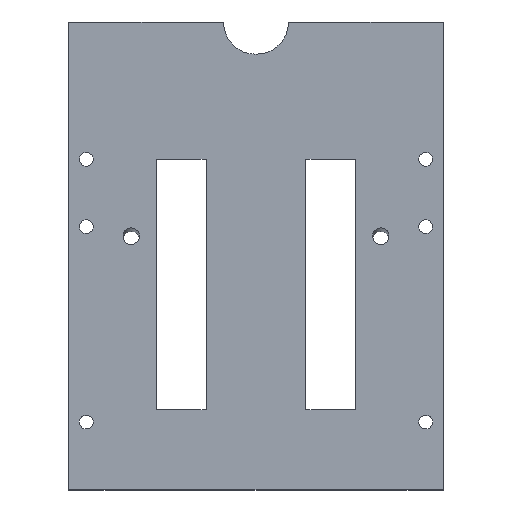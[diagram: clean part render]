
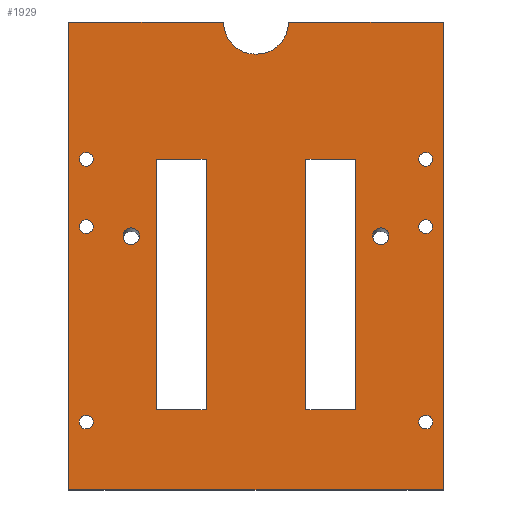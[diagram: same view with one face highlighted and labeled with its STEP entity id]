
A CAD part, top view. The second image highlights one B-rep face of the part: STEP entity #1929.
In plain terms, the highlighted planar face has unit normal (0, 0, 1).
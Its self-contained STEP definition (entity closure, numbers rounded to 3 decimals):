
#15=FACE_BOUND('',#674,.T.);
#16=FACE_BOUND('',#675,.T.);
#17=FACE_BOUND('',#676,.T.);
#18=FACE_BOUND('',#677,.T.);
#19=FACE_BOUND('',#678,.T.);
#20=FACE_BOUND('',#679,.T.);
#21=FACE_BOUND('',#680,.T.);
#22=FACE_BOUND('',#681,.T.);
#23=FACE_BOUND('',#682,.T.);
#24=FACE_BOUND('',#683,.T.);
#39=PLANE('',#2066);
#115=LINE('',#2923,#322);
#122=LINE('',#2938,#329);
#123=LINE('',#2940,#330);
#124=LINE('',#2942,#331);
#125=LINE('',#2943,#332);
#126=LINE('',#2946,#333);
#127=LINE('',#2949,#334);
#128=LINE('',#2951,#335);
#129=LINE('',#2953,#336);
#130=LINE('',#2954,#337);
#131=LINE('',#2957,#338);
#132=LINE('',#2959,#339);
#133=LINE('',#2961,#340);
#134=LINE('',#2962,#341);
#322=VECTOR('',#2292,10.);
#329=VECTOR('',#2303,10.);
#330=VECTOR('',#2304,10.);
#331=VECTOR('',#2305,10.);
#332=VECTOR('',#2306,10.);
#333=VECTOR('',#2309,10.);
#334=VECTOR('',#2310,10.);
#335=VECTOR('',#2311,10.);
#336=VECTOR('',#2312,10.);
#337=VECTOR('',#2313,10.);
#338=VECTOR('',#2314,10.);
#339=VECTOR('',#2315,10.);
#340=VECTOR('',#2316,10.);
#341=VECTOR('',#2317,10.);
#567=FACE_OUTER_BOUND('',#673,.T.);
#673=EDGE_LOOP('',(#1394,#1395,#1396,#1397,#1398,#1399,#1400,#1401,#1402,
#1403));
#674=EDGE_LOOP('',(#1404,#1405,#1406,#1407));
#675=EDGE_LOOP('',(#1408,#1409,#1410,#1411));
#676=EDGE_LOOP('',(#1412));
#677=EDGE_LOOP('',(#1413));
#678=EDGE_LOOP('',(#1414));
#679=EDGE_LOOP('',(#1415));
#680=EDGE_LOOP('',(#1416));
#681=EDGE_LOOP('',(#1417));
#682=EDGE_LOOP('',(#1418));
#683=EDGE_LOOP('',(#1419));
#793=ELLIPSE('',#2055,1.026,1.);
#796=ELLIPSE('',#2061,1.026,1.);
#797=ELLIPSE('',#2063,12.829,12.5);
#798=ELLIPSE('',#2067,12.829,12.5);
#799=ELLIPSE('',#2074,3.335,3.25);
#800=ELLIPSE('',#2075,3.335,3.25);
#817=CIRCLE('',#2068,2.75);
#818=CIRCLE('',#2069,2.75);
#819=CIRCLE('',#2070,2.75);
#820=CIRCLE('',#2071,2.75);
#821=CIRCLE('',#2072,2.75);
#822=CIRCLE('',#2073,2.75);
#881=VERTEX_POINT('',#2893);
#882=VERTEX_POINT('',#2894);
#885=VERTEX_POINT('',#2905);
#886=VERTEX_POINT('',#2907);
#887=VERTEX_POINT('',#2911);
#891=VERTEX_POINT('',#2921);
#897=VERTEX_POINT('',#2937);
#898=VERTEX_POINT('',#2939);
#899=VERTEX_POINT('',#2941);
#900=VERTEX_POINT('',#2944);
#901=VERTEX_POINT('',#2947);
#902=VERTEX_POINT('',#2948);
#903=VERTEX_POINT('',#2950);
#904=VERTEX_POINT('',#2952);
#905=VERTEX_POINT('',#2955);
#906=VERTEX_POINT('',#2956);
#907=VERTEX_POINT('',#2958);
#908=VERTEX_POINT('',#2960);
#909=VERTEX_POINT('',#2963);
#910=VERTEX_POINT('',#2965);
#911=VERTEX_POINT('',#2967);
#912=VERTEX_POINT('',#2969);
#913=VERTEX_POINT('',#2971);
#914=VERTEX_POINT('',#2973);
#915=VERTEX_POINT('',#2975);
#916=VERTEX_POINT('',#2977);
#1071=EDGE_CURVE('',#881,#882,#793,.T.);
#1079=EDGE_CURVE('',#886,#885,#796,.T.);
#1080=EDGE_CURVE('',#882,#887,#797,.T.);
#1086=EDGE_CURVE('',#881,#891,#115,.F.);
#1093=EDGE_CURVE('',#891,#897,#122,.T.);
#1094=EDGE_CURVE('',#897,#898,#123,.T.);
#1095=EDGE_CURVE('',#898,#899,#124,.T.);
#1096=EDGE_CURVE('',#899,#885,#125,.F.);
#1097=EDGE_CURVE('',#900,#886,#798,.T.);
#1098=EDGE_CURVE('',#900,#887,#126,.T.);
#1099=EDGE_CURVE('',#901,#902,#127,.T.);
#1100=EDGE_CURVE('',#902,#903,#128,.T.);
#1101=EDGE_CURVE('',#903,#904,#129,.T.);
#1102=EDGE_CURVE('',#904,#901,#130,.T.);
#1103=EDGE_CURVE('',#905,#906,#131,.T.);
#1104=EDGE_CURVE('',#906,#907,#132,.T.);
#1105=EDGE_CURVE('',#907,#908,#133,.T.);
#1106=EDGE_CURVE('',#908,#905,#134,.T.);
#1107=EDGE_CURVE('',#909,#909,#817,.T.);
#1108=EDGE_CURVE('',#910,#910,#818,.T.);
#1109=EDGE_CURVE('',#911,#911,#819,.T.);
#1110=EDGE_CURVE('',#912,#912,#820,.T.);
#1111=EDGE_CURVE('',#913,#913,#821,.T.);
#1112=EDGE_CURVE('',#914,#914,#822,.T.);
#1113=EDGE_CURVE('',#915,#915,#799,.T.);
#1114=EDGE_CURVE('',#916,#916,#800,.T.);
#1394=ORIENTED_EDGE('',*,*,#1071,.F.);
#1395=ORIENTED_EDGE('',*,*,#1086,.T.);
#1396=ORIENTED_EDGE('',*,*,#1093,.T.);
#1397=ORIENTED_EDGE('',*,*,#1094,.T.);
#1398=ORIENTED_EDGE('',*,*,#1095,.T.);
#1399=ORIENTED_EDGE('',*,*,#1096,.T.);
#1400=ORIENTED_EDGE('',*,*,#1079,.F.);
#1401=ORIENTED_EDGE('',*,*,#1097,.F.);
#1402=ORIENTED_EDGE('',*,*,#1098,.T.);
#1403=ORIENTED_EDGE('',*,*,#1080,.F.);
#1404=ORIENTED_EDGE('',*,*,#1099,.T.);
#1405=ORIENTED_EDGE('',*,*,#1100,.T.);
#1406=ORIENTED_EDGE('',*,*,#1101,.T.);
#1407=ORIENTED_EDGE('',*,*,#1102,.T.);
#1408=ORIENTED_EDGE('',*,*,#1103,.T.);
#1409=ORIENTED_EDGE('',*,*,#1104,.T.);
#1410=ORIENTED_EDGE('',*,*,#1105,.T.);
#1411=ORIENTED_EDGE('',*,*,#1106,.T.);
#1412=ORIENTED_EDGE('',*,*,#1107,.T.);
#1413=ORIENTED_EDGE('',*,*,#1108,.T.);
#1414=ORIENTED_EDGE('',*,*,#1109,.T.);
#1415=ORIENTED_EDGE('',*,*,#1110,.T.);
#1416=ORIENTED_EDGE('',*,*,#1111,.T.);
#1417=ORIENTED_EDGE('',*,*,#1112,.T.);
#1418=ORIENTED_EDGE('',*,*,#1113,.T.);
#1419=ORIENTED_EDGE('',*,*,#1114,.T.);
#1929=ADVANCED_FACE('',(#567,#15,#16,#17,#18,#19,#20,#21,#22,#23,#24),#39,
 .T.);
#2055=AXIS2_PLACEMENT_3D('',#2895,#2263,#2264);
#2061=AXIS2_PLACEMENT_3D('',#2909,#2279,#2280);
#2063=AXIS2_PLACEMENT_3D('',#2912,#2283,#2284);
#2066=AXIS2_PLACEMENT_3D('',#2936,#2301,#2302);
#2067=AXIS2_PLACEMENT_3D('',#2945,#2307,#2308);
#2068=AXIS2_PLACEMENT_3D('',#2964,#2318,#2319);
#2069=AXIS2_PLACEMENT_3D('',#2966,#2320,#2321);
#2070=AXIS2_PLACEMENT_3D('',#2968,#2322,#2323);
#2071=AXIS2_PLACEMENT_3D('',#2970,#2324,#2325);
#2072=AXIS2_PLACEMENT_3D('',#2972,#2326,#2327);
#2073=AXIS2_PLACEMENT_3D('',#2974,#2328,#2329);
#2074=AXIS2_PLACEMENT_3D('',#2976,#2330,#2331);
#2075=AXIS2_PLACEMENT_3D('',#2978,#2332,#2333);
#2263=DIRECTION('center_axis',(0.,0.,-1.));
#2264=DIRECTION('ref_axis',(0.,1.,0.));
#2279=DIRECTION('center_axis',(0.,0.,-1.));
#2280=DIRECTION('ref_axis',(0.,1.,0.));
#2283=DIRECTION('center_axis',(0.,0.,1.));
#2284=DIRECTION('ref_axis',(0.,-1.,0.));
#2292=DIRECTION('',(1.,0.,0.));
#2301=DIRECTION('center_axis',(0.,0.,1.));
#2302=DIRECTION('ref_axis',(1.,0.,0.));
#2303=DIRECTION('',(0.,-1.,0.));
#2304=DIRECTION('',(1.,0.,0.));
#2305=DIRECTION('',(0.,1.,0.));
#2306=DIRECTION('',(1.,0.,0.));
#2307=DIRECTION('center_axis',(0.,0.,1.));
#2308=DIRECTION('ref_axis',(0.,-1.,0.));
#2309=DIRECTION('',(-1.,0.,0.));
#2310=DIRECTION('',(1.,0.,0.));
#2311=DIRECTION('',(0.,-1.,0.));
#2312=DIRECTION('',(-1.,0.,0.));
#2313=DIRECTION('',(0.,1.,0.));
#2314=DIRECTION('',(0.,-1.,0.));
#2315=DIRECTION('',(-1.,0.,0.));
#2316=DIRECTION('',(0.,1.,0.));
#2317=DIRECTION('',(1.,0.,0.));
#2318=DIRECTION('center_axis',(0.,0.,-1.));
#2319=DIRECTION('ref_axis',(1.,0.,0.));
#2320=DIRECTION('center_axis',(0.,0.,-1.));
#2321=DIRECTION('ref_axis',(1.,0.,0.));
#2322=DIRECTION('center_axis',(0.,0.,-1.));
#2323=DIRECTION('ref_axis',(1.,0.,0.));
#2324=DIRECTION('center_axis',(0.,0.,-1.));
#2325=DIRECTION('ref_axis',(1.,0.,0.));
#2326=DIRECTION('center_axis',(0.,0.,-1.));
#2327=DIRECTION('ref_axis',(1.,0.,0.));
#2328=DIRECTION('center_axis',(0.,0.,-1.));
#2329=DIRECTION('ref_axis',(1.,0.,0.));
#2330=DIRECTION('center_axis',(0.,0.,-1.));
#2331=DIRECTION('ref_axis',(0.,1.,0.));
#2332=DIRECTION('center_axis',(0.,0.,-1.));
#2333=DIRECTION('ref_axis',(0.,1.,0.));
#2893=CARTESIAN_POINT('',(61.867,187.5,2.));
#2894=CARTESIAN_POINT('',(62.009,187.01,2.));
#2895=CARTESIAN_POINT('Origin',(61.009,186.972,2.));
#2905=CARTESIAN_POINT('',(88.133,187.5,2.));
#2907=CARTESIAN_POINT('',(87.991,187.01,2.));
#2909=CARTESIAN_POINT('Origin',(88.991,186.972,2.));
#2911=CARTESIAN_POINT('',(74.5,174.657,2.));
#2912=CARTESIAN_POINT('Origin',(74.5,187.485,2.));
#2921=CARTESIAN_POINT('',(0.,187.5,2.));
#2923=CARTESIAN_POINT('',(112.5,187.5,2.));
#2936=CARTESIAN_POINT('Origin',(75.,95.,2.));
#2937=CARTESIAN_POINT('',(0.,0.,2.));
#2938=CARTESIAN_POINT('',(0.,150.,2.));
#2939=CARTESIAN_POINT('',(150.,0.,2.));
#2940=CARTESIAN_POINT('',(0.,0.,2.));
#2941=CARTESIAN_POINT('',(150.,187.5,2.));
#2942=CARTESIAN_POINT('',(150.,0.,2.));
#2943=CARTESIAN_POINT('',(112.5,187.5,2.));
#2944=CARTESIAN_POINT('',(75.5,174.657,2.));
#2945=CARTESIAN_POINT('Origin',(75.5,187.485,2.));
#2946=CARTESIAN_POINT('',(75.,174.657,2.));
#2947=CARTESIAN_POINT('',(95.,132.5,2.));
#2948=CARTESIAN_POINT('',(115.,132.5,2.));
#2949=CARTESIAN_POINT('',(35.,132.5,2.));
#2950=CARTESIAN_POINT('',(115.,32.2,2.));
#2951=CARTESIAN_POINT('',(115.,32.2,2.));
#2952=CARTESIAN_POINT('',(95.,32.2,2.));
#2953=CARTESIAN_POINT('',(35.,32.2,2.));
#2954=CARTESIAN_POINT('',(95.,23.2,2.));
#2955=CARTESIAN_POINT('',(55.,132.5,2.));
#2956=CARTESIAN_POINT('',(55.,32.2,2.));
#2957=CARTESIAN_POINT('',(55.,190.,2.));
#2958=CARTESIAN_POINT('',(35.,32.2,2.));
#2959=CARTESIAN_POINT('',(35.,32.2,2.));
#2960=CARTESIAN_POINT('',(35.,132.5,2.));
#2961=CARTESIAN_POINT('',(35.,132.5,2.));
#2962=CARTESIAN_POINT('',(35.,132.5,2.));
#2963=CARTESIAN_POINT('',(140.25,27.2,2.));
#2964=CARTESIAN_POINT('Origin',(143.,27.2,2.));
#2965=CARTESIAN_POINT('',(4.25,132.5,2.));
#2966=CARTESIAN_POINT('Origin',(7.,132.5,2.));
#2967=CARTESIAN_POINT('',(140.25,105.5,2.));
#2968=CARTESIAN_POINT('Origin',(143.,105.5,2.));
#2969=CARTESIAN_POINT('',(4.25,27.2,2.));
#2970=CARTESIAN_POINT('Origin',(7.,27.2,2.));
#2971=CARTESIAN_POINT('',(4.25,105.5,2.));
#2972=CARTESIAN_POINT('Origin',(7.,105.5,2.));
#2973=CARTESIAN_POINT('',(140.25,132.5,2.));
#2974=CARTESIAN_POINT('Origin',(143.,132.5,2.));
#2975=CARTESIAN_POINT('',(21.75,101.686,2.));
#2976=CARTESIAN_POINT('Origin',(25.,101.686,2.));
#2977=CARTESIAN_POINT('',(121.75,101.686,2.));
#2978=CARTESIAN_POINT('Origin',(125.,101.686,2.));
